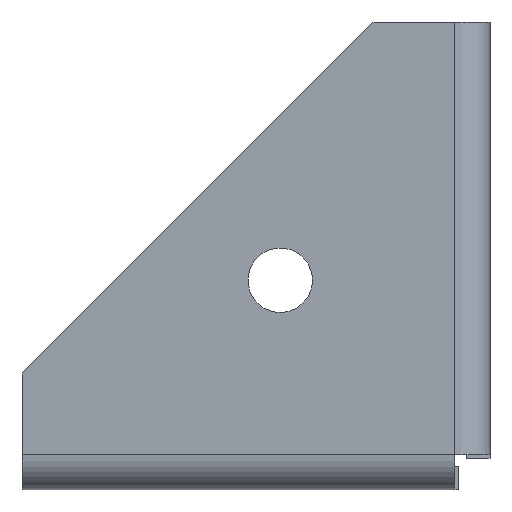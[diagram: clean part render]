
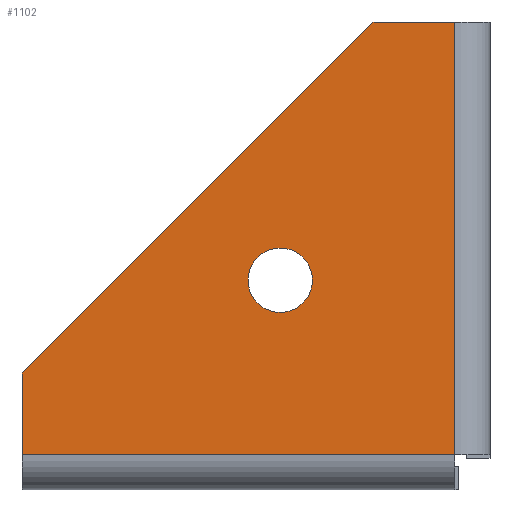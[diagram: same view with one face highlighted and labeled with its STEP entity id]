
A CAD part, left-side view. The second image highlights one B-rep face of the part: STEP entity #1102.
In plain terms, the highlighted planar face has unit normal (-1, 0, 0).
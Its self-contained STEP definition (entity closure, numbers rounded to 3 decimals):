
#8 = DIRECTION ( 'NONE',  ( 0., -1., 0. ) ) ;
#82 = ORIENTED_EDGE ( 'NONE', *, *, #607, .T. ) ;
#86 = VERTEX_POINT ( 'NONE', #1196 ) ;
#104 = DIRECTION ( 'NONE',  ( 1., 0., 0. ) ) ;
#151 = CARTESIAN_POINT ( 'NONE',  ( 0., 40., 10. ) ) ;
#180 = CARTESIAN_POINT ( 'NONE',  ( 0., 0., 0. ) ) ;
#190 = CARTESIAN_POINT ( 'NONE',  ( 0., 10., 40. ) ) ;
#195 = EDGE_CURVE ( 'NONE', #200, #745, #255, .T. ) ;
#200 = VERTEX_POINT ( 'NONE', #190 ) ;
#219 = VECTOR ( 'NONE', #1128, 1000. ) ;
#234 = VECTOR ( 'NONE', #8, 1000. ) ;
#237 = EDGE_CURVE ( 'NONE', #312, #200, #1136, .T. ) ;
#247 = EDGE_CURVE ( 'NONE', #86, #312, #1052, .T. ) ;
#249 = DIRECTION ( 'NONE',  ( 0., 0., -1. ) ) ;
#255 = LINE ( 'NONE', #1040, #1231 ) ;
#263 = ORIENTED_EDGE ( 'NONE', *, *, #195, .F. ) ;
#302 = CARTESIAN_POINT ( 'NONE',  ( 0., 17.929, 15.179 ) ) ;
#312 = VERTEX_POINT ( 'NONE', #151 ) ;
#319 = DIRECTION ( 'NONE',  ( 0., 0., 1. ) ) ;
#325 = CARTESIAN_POINT ( 'NONE',  ( 0., 3., 3. ) ) ;
#327 = CIRCLE ( 'NONE', #1133, 2.75 ) ;
#354 = EDGE_LOOP ( 'NONE', ( #1049, #82 ) ) ;
#356 = EDGE_CURVE ( 'NONE', #86, #965, #380, .T. ) ;
#357 = CARTESIAN_POINT ( 'NONE',  ( 0., 17.929, 17.929 ) ) ;
#380 = LINE ( 'NONE', #788, #234 ) ;
#441 = FACE_OUTER_BOUND ( 'NONE', #1185, .T. ) ;
#453 = EDGE_CURVE ( 'NONE', #965, #745, #810, .T. ) ;
#461 = ORIENTED_EDGE ( 'NONE', *, *, #453, .T. ) ;
#465 = CARTESIAN_POINT ( 'NONE',  ( 0., 40., 10. ) ) ;
#551 = CARTESIAN_POINT ( 'NONE',  ( 0., 17.929, 20.679 ) ) ;
#607 = EDGE_CURVE ( 'NONE', #1213, #835, #822, .T. ) ;
#627 = ORIENTED_EDGE ( 'NONE', *, *, #237, .F. ) ;
#698 = DIRECTION ( 'NONE',  ( 0., 0., -1. ) ) ;
#727 = VECTOR ( 'NONE', #319, 1000. ) ;
#745 = VERTEX_POINT ( 'NONE', #857 ) ;
#776 = VECTOR ( 'NONE', #1227, 1000. ) ;
#782 = CARTESIAN_POINT ( 'NONE',  ( 0., 17.929, 17.929 ) ) ;
#788 = CARTESIAN_POINT ( 'NONE',  ( 0., 0., 3. ) ) ;
#810 = LINE ( 'NONE', #914, #727 ) ;
#822 = CIRCLE ( 'NONE', #845, 2.75 ) ;
#830 = ORIENTED_EDGE ( 'NONE', *, *, #247, .F. ) ;
#835 = VERTEX_POINT ( 'NONE', #302 ) ;
#843 = PLANE ( 'NONE',  #1202 ) ;
#845 = AXIS2_PLACEMENT_3D ( 'NONE', #357, #1042, #946 ) ;
#853 = EDGE_CURVE ( 'NONE', #835, #1213, #327, .T. ) ;
#857 = CARTESIAN_POINT ( 'NONE',  ( 0., 3., 40. ) ) ;
#872 = DIRECTION ( 'NONE',  ( 0., -1., 0. ) ) ;
#914 = CARTESIAN_POINT ( 'NONE',  ( 0., 3., 0. ) ) ;
#946 = DIRECTION ( 'NONE',  ( 0., 0., -1. ) ) ;
#965 = VERTEX_POINT ( 'NONE', #325 ) ;
#1040 = CARTESIAN_POINT ( 'NONE',  ( 0., 10., 40. ) ) ;
#1042 = DIRECTION ( 'NONE',  ( 1., 0., 0. ) ) ;
#1049 = ORIENTED_EDGE ( 'NONE', *, *, #853, .T. ) ;
#1050 = DIRECTION ( 'NONE',  ( 1., 0., 0. ) ) ;
#1052 = LINE ( 'NONE', #1157, #219 ) ;
#1102 = ADVANCED_FACE ( 'NONE', ( #441, #1146 ), #843, .F. ) ;
#1128 = DIRECTION ( 'NONE',  ( 0., 0., 1. ) ) ;
#1133 = AXIS2_PLACEMENT_3D ( 'NONE', #782, #104, #698 ) ;
#1136 = LINE ( 'NONE', #465, #776 ) ;
#1146 = FACE_BOUND ( 'NONE', #354, .T. ) ;
#1152 = ORIENTED_EDGE ( 'NONE', *, *, #356, .T. ) ;
#1157 = CARTESIAN_POINT ( 'NONE',  ( 0., 40., 0. ) ) ;
#1185 = EDGE_LOOP ( 'NONE', ( #1152, #461, #263, #627, #830 ) ) ;
#1196 = CARTESIAN_POINT ( 'NONE',  ( 0., 40., 3. ) ) ;
#1202 = AXIS2_PLACEMENT_3D ( 'NONE', #180, #1050, #249 ) ;
#1213 = VERTEX_POINT ( 'NONE', #551 ) ;
#1227 = DIRECTION ( 'NONE',  ( 0., -0.707, 0.707 ) ) ;
#1231 = VECTOR ( 'NONE', #872, 1000. ) ;
